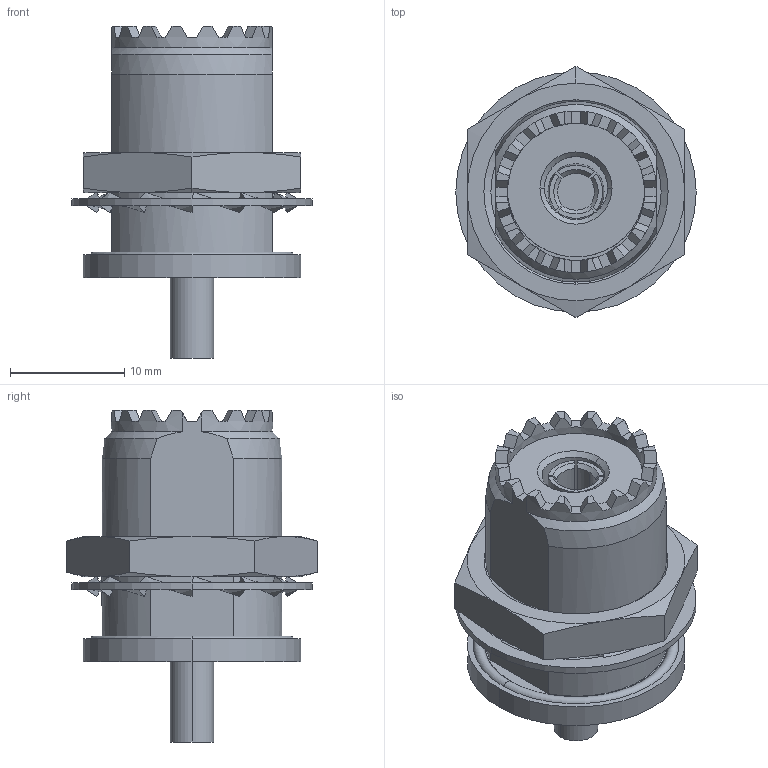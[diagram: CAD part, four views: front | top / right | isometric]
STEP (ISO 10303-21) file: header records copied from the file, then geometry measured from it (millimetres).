
FILE_DESCRIPTION (( 'STEP AP214' ), '1' );
FILE_NAME ('J01041A0004.STEP', '2014-11-17T12:51:05', ( '' ), ( '' ), 'SwSTEP 2.0', 'SolidWorks 2014', '' );
FILE_SCHEMA (( 'AUTOMOTIVE_DESIGN' ));
Length unit declared in the file: millimetre
Products named in the file (1): J01041A0004
Bounding box: 21 x 21.94 x 29 mm (x, y, z)
Volume: 4476.2 mm3; surface area: 3099.6 mm2
Topology: 2 solids, 2 shells, 236 faces, 657 edges, 422 vertices
Faces by surface type: plane 123, cylinder 41, bspline 36, cone 32, torus 4
Entity records: 10951 total; most frequent: CARTESIAN_POINT 2754, ORIENTED_EDGE 1314, DIRECTION 1000, EDGE_CURVE 657, VERTEX_POINT 422, AXIS2_PLACEMENT_3D 376, EDGE_LOOP 263, VECTOR 248
